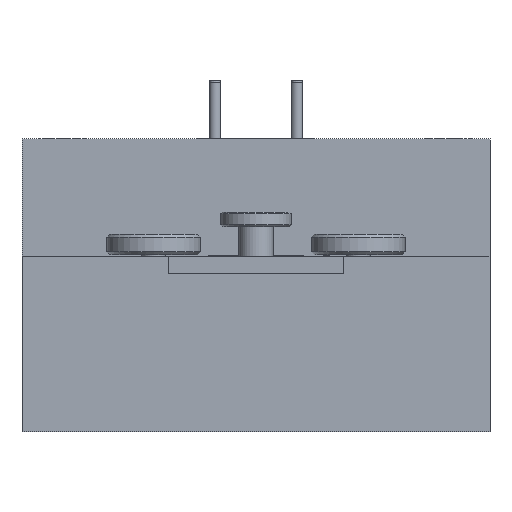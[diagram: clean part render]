
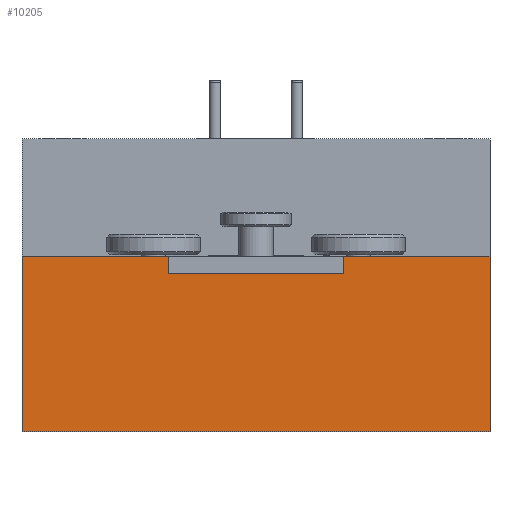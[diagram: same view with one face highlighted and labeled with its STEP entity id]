
A CAD part, front view. The second image highlights one B-rep face of the part: STEP entity #10205.
In plain terms, the highlighted planar face has unit normal (0, -1, 0).
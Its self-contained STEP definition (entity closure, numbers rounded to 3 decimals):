
#752=PLANE('',#10910);
#1078=FACE_OUTER_BOUND('',#1720,.T.);
#1720=EDGE_LOOP('',(#7763,#7764,#7765,#7766,#7767,#7768,#7769,#7770));
#2484=LINE('',#15423,#3209);
#2487=LINE('',#15429,#3212);
#2489=LINE('',#15434,#3214);
#2493=LINE('',#15441,#3218);
#2494=LINE('',#15444,#3219);
#2499=LINE('',#15458,#3224);
#2500=LINE('',#15460,#3225);
#2501=LINE('',#15461,#3226);
#3209=VECTOR('',#11959,10.);
#3212=VECTOR('',#11964,10.);
#3214=VECTOR('',#11968,10.);
#3218=VECTOR('',#11974,10.);
#3219=VECTOR('',#11977,10.);
#3224=VECTOR('',#11992,10.);
#3225=VECTOR('',#11993,10.);
#3226=VECTOR('',#11994,10.);
#4536=VERTEX_POINT('',#15417);
#4538=VERTEX_POINT('',#15421);
#4540=VERTEX_POINT('',#15427);
#4542=VERTEX_POINT('',#15432);
#4544=VERTEX_POINT('',#15439);
#4545=VERTEX_POINT('',#15443);
#4549=VERTEX_POINT('',#15457);
#4550=VERTEX_POINT('',#15459);
#5686=EDGE_CURVE('',#4536,#4538,#2484,.T.);
#5689=EDGE_CURVE('',#4538,#4540,#2487,.T.);
#5691=EDGE_CURVE('',#4542,#4540,#2489,.T.);
#5695=EDGE_CURVE('',#4542,#4544,#2493,.T.);
#5696=EDGE_CURVE('',#4544,#4545,#2494,.T.);
#5703=EDGE_CURVE('',#4545,#4549,#2499,.T.);
#5704=EDGE_CURVE('',#4550,#4549,#2500,.T.);
#5705=EDGE_CURVE('',#4536,#4550,#2501,.T.);
#7763=ORIENTED_EDGE('',*,*,#5695,.T.);
#7764=ORIENTED_EDGE('',*,*,#5696,.T.);
#7765=ORIENTED_EDGE('',*,*,#5703,.T.);
#7766=ORIENTED_EDGE('',*,*,#5704,.F.);
#7767=ORIENTED_EDGE('',*,*,#5705,.F.);
#7768=ORIENTED_EDGE('',*,*,#5686,.T.);
#7769=ORIENTED_EDGE('',*,*,#5689,.T.);
#7770=ORIENTED_EDGE('',*,*,#5691,.F.);
#10205=ADVANCED_FACE('',(#1078),#752,.T.);
#10910=AXIS2_PLACEMENT_3D('',#15456,#11990,#11991);
#11959=DIRECTION('',(1.,0.,0.));
#11964=DIRECTION('',(0.,0.,1.));
#11968=DIRECTION('',(1.,0.,0.));
#11974=DIRECTION('',(0.,0.,-1.));
#11977=DIRECTION('',(-1.,0.,0.));
#11990=DIRECTION('center_axis',(0.,-1.,0.));
#11991=DIRECTION('ref_axis',(1.,0.,0.));
#11992=DIRECTION('',(0.,0.,1.));
#11993=DIRECTION('',(1.,0.,0.));
#11994=DIRECTION('',(0.,0.,1.));
#15417=CARTESIAN_POINT('',(0.,0.,0.));
#15421=CARTESIAN_POINT('',(80.,0.,0.));
#15423=CARTESIAN_POINT('',(0.,0.,0.));
#15427=CARTESIAN_POINT('',(80.,0.,30.));
#15429=CARTESIAN_POINT('',(80.,0.,0.));
#15432=CARTESIAN_POINT('',(55.,0.,30.));
#15434=CARTESIAN_POINT('',(0.,0.,30.));
#15439=CARTESIAN_POINT('',(55.,0.,27.));
#15441=CARTESIAN_POINT('',(55.,0.,15.));
#15443=CARTESIAN_POINT('',(25.,0.,27.));
#15444=CARTESIAN_POINT('',(20.,0.,27.));
#15456=CARTESIAN_POINT('Origin',(0.,0.,0.));
#15457=CARTESIAN_POINT('',(25.,0.,30.));
#15458=CARTESIAN_POINT('',(25.,0.,15.));
#15459=CARTESIAN_POINT('',(0.,0.,30.));
#15460=CARTESIAN_POINT('',(0.,0.,30.));
#15461=CARTESIAN_POINT('',(0.,0.,0.));
